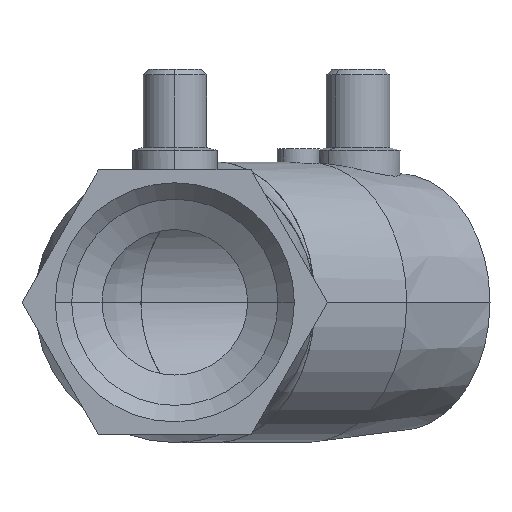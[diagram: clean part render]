
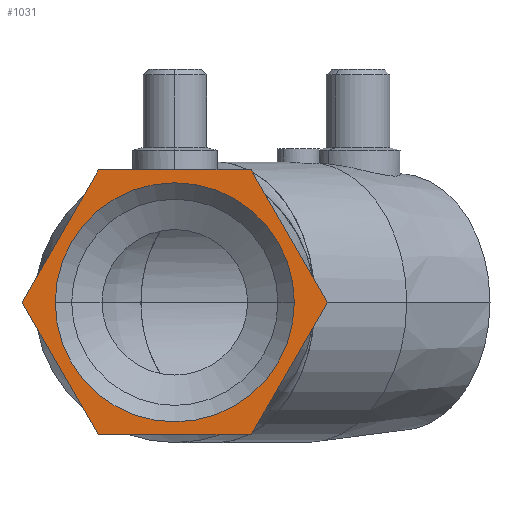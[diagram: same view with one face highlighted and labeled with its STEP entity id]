
A CAD part, left-side view. The second image highlights one B-rep face of the part: STEP entity #1031.
In plain terms, the highlighted planar face has unit normal (-1, 0, 0).
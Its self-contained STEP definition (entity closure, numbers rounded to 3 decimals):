
#453 = VERTEX_POINT( '', #1216 );
#543 = VERTEX_POINT( '', #1323 );
#575 = VERTEX_POINT( '', #1361 );
#641 = EDGE_CURVE( '', #543, #933, #1434, .T. );
#731 = VERTEX_POINT( '', #1532 );
#741 = VERTEX_POINT( '', #1545 );
#745 = EDGE_CURVE( '', #933, #543, #1549, .T. );
#777 = VERTEX_POINT( '', #1584 );
#843 = EDGE_CURVE( '', #731, #741, #1656, .T. );
#849 = EDGE_CURVE( '', #453, #891, #1662, .T. );
#867 = EDGE_CURVE( '', #777, #731, #1681, .T. );
#891 = VERTEX_POINT( '', #1708 );
#933 = VERTEX_POINT( '', #1755 );
#1011 = EDGE_CURVE( '', #575, #777, #1842, .T. );
#1031 = ADVANCED_FACE( '', ( #1864, #1865 ), #1866, .T. );
#1123 = EDGE_CURVE( '', #741, #453, #1971, .T. );
#1125 = EDGE_CURVE( '', #891, #575, #1973, .T. );
#1216 = CARTESIAN_POINT( '', ( -116.738, -6.672, -25. ) );
#1323 = CARTESIAN_POINT( '', ( -116.738, 30.353, 0. ) );
#1361 = CARTESIAN_POINT( '', ( -116.738, -6.672, 25. ) );
#1434 = CIRCLE( '', #2471, 22.591 );
#1532 = CARTESIAN_POINT( '', ( -116.738, 36.629, 0. ) );
#1545 = CARTESIAN_POINT( '', ( -116.738, 22.195, -25. ) );
#1549 = CIRCLE( '', #2713, 22.591 );
#1584 = CARTESIAN_POINT( '', ( -116.738, 22.195, 25. ) );
#1656 = LINE( '', #2930, #2931 );
#1662 = LINE( '', #2940, #2941 );
#1681 = LINE( '', #2972, #2973 );
#1708 = CARTESIAN_POINT( '', ( -116.738, -21.106, 0. ) );
#1755 = CARTESIAN_POINT( '', ( -116.738, -14.829, 0. ) );
#1842 = LINE( '', #3335, #3336 );
#1864 = FACE_BOUND( '', #3362, .T. );
#1865 = FACE_OUTER_BOUND( '', #3363, .T. );
#1866 = PLANE( '', #3364 );
#1971 = LINE( '', #3609, #3610 );
#1973 = LINE( '', #3613, #3614 );
#2471 = AXIS2_PLACEMENT_3D( '', #4008, #4009, #4010 );
#2713 = AXIS2_PLACEMENT_3D( '', #4137, #4138, #4139 );
#2930 = CARTESIAN_POINT( '', ( -116.738, 28.148, -14.691 ) );
#2931 = VECTOR( '', #4258, 1. );
#2940 = CARTESIAN_POINT( '', ( -116.738, -15.154, -10.309 ) );
#2941 = VECTOR( '', #4260, 1. );
#2972 = CARTESIAN_POINT( '', ( -116.738, 35.364, 2.191 ) );
#2973 = VECTOR( '', #4281, 1. );
#3335 = CARTESIAN_POINT( '', ( -116.738, 24.354, 25. ) );
#3336 = VECTOR( '', #4453, 1. );
#3362 = EDGE_LOOP( '', ( #4478, #4479 ) );
#3363 = EDGE_LOOP( '', ( #4480, #4481, #4482, #4483, #4484, #4485 ) );
#3364 = AXIS2_PLACEMENT_3D( '', #4486, #4487, #4488 );
#3609 = CARTESIAN_POINT( '', ( -116.738, 9.92, -25. ) );
#3610 = VECTOR( '', #4628, 1. );
#3613 = CARTESIAN_POINT( '', ( -116.738, -7.937, 22.809 ) );
#3614 = VECTOR( '', #4629, 1. );
#4008 = CARTESIAN_POINT( '', ( -116.738, 7.762, 0. ) );
#4009 = DIRECTION( '', ( 1., 0., 0. ) );
#4010 = DIRECTION( '', ( 0., 1., 0. ) );
#4137 = CARTESIAN_POINT( '', ( -116.738, 7.762, 0. ) );
#4138 = DIRECTION( '', ( 1., 0., 0. ) );
#4139 = DIRECTION( '', ( 0., 1., 0. ) );
#4258 = DIRECTION( '', ( 0., -0.5, -0.866 ) );
#4260 = DIRECTION( '', ( 0., -0.5, 0.866 ) );
#4281 = DIRECTION( '', ( 0., 0.5, -0.866 ) );
#4453 = DIRECTION( '', ( 0., 1., 0. ) );
#4478 = ORIENTED_EDGE( '', *, *, #641, .T. );
#4479 = ORIENTED_EDGE( '', *, *, #745, .T. );
#4480 = ORIENTED_EDGE( '', *, *, #1011, .T. );
#4481 = ORIENTED_EDGE( '', *, *, #867, .T. );
#4482 = ORIENTED_EDGE( '', *, *, #843, .T. );
#4483 = ORIENTED_EDGE( '', *, *, #1123, .T. );
#4484 = ORIENTED_EDGE( '', *, *, #849, .T. );
#4485 = ORIENTED_EDGE( '', *, *, #1125, .T. );
#4486 = CARTESIAN_POINT( '', ( -116.738, 26.512, 0. ) );
#4487 = DIRECTION( '', ( -1., 0., 0. ) );
#4488 = DIRECTION( '', ( 0., 1., 0. ) );
#4628 = DIRECTION( '', ( 0., -1., 0. ) );
#4629 = DIRECTION( '', ( 0., 0.5, 0.866 ) );
